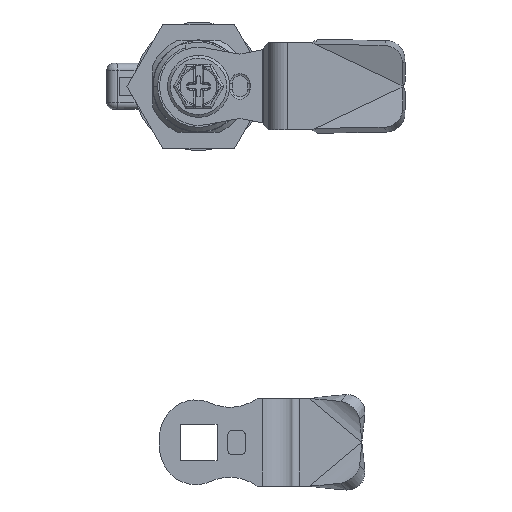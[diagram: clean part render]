
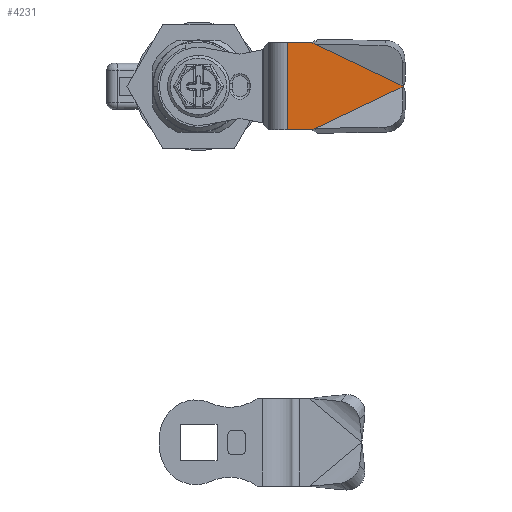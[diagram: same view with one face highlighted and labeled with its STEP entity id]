
A CAD part, front view. The second image highlights one B-rep face of the part: STEP entity #4231.
In plain terms, the highlighted planar face has unit normal (0, -1, 0).
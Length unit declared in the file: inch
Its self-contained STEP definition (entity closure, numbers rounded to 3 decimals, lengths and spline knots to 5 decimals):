
#192 = DIRECTION ( 'NONE',  ( 0., -1., 0. ) ) ;
#1237 = DIRECTION ( 'NONE',  ( 1., 0., 0. ) ) ;
#1502 = VERTEX_POINT ( 'NONE', #15383 ) ;
#1778 = DIRECTION ( 'NONE',  ( -0.903, 0., -0.429 ) ) ;
#1902 = CARTESIAN_POINT ( 'NONE',  ( 0.97044, -1.25874, 0.37402 ) ) ;
#1905 = ORIENTED_EDGE ( 'NONE', *, *, #21849, .F. ) ;
#1909 = ORIENTED_EDGE ( 'NONE', *, *, #26131, .F. ) ;
#1927 = DIRECTION ( 'NONE',  ( -1., 0., 0. ) ) ;
#2991 = ORIENTED_EDGE ( 'NONE', *, *, #10899, .F. ) ;
#3591 = CARTESIAN_POINT ( 'NONE',  ( 1.75146, -1.25874, 0.00303 ) ) ;
#3797 = CARTESIAN_POINT ( 'NONE',  ( -0.20291, -1.25874, 0. ) ) ;
#3903 = CARTESIAN_POINT ( 'NONE',  ( 0.99872, -1.25874, -0.36058 ) ) ;
#4160 = LINE ( 'NONE', #1902, #17472 ) ;
#4231 = ADVANCED_FACE ( 'NONE', ( #11905 ), #12289, .T. ) ;
#4266 = EDGE_CURVE ( 'NONE', #1502, #21153, #20584, .T. ) ;
#4868 = EDGE_CURVE ( 'NONE', #18892, #17670, #15625, .T. ) ;
#5143 = LINE ( 'NONE', #17663, #20374 ) ;
#5284 = CARTESIAN_POINT ( 'NONE',  ( 0.99872, -1.25874, 0.36058 ) ) ;
#5459 = VERTEX_POINT ( 'NONE', #23169 ) ;
#5883 = LINE ( 'NONE', #3903, #6816 ) ;
#5945 = CARTESIAN_POINT ( 'NONE',  ( 1.75784, -1.25874, 0. ) ) ;
#6301 = CARTESIAN_POINT ( 'NONE',  ( 0.99872, -1.25874, -0.36058 ) ) ;
#6619 = VERTEX_POINT ( 'NONE', #21658 ) ;
#6816 = VECTOR ( 'NONE', #1778, 39.37008 ) ;
#7272 = CARTESIAN_POINT ( 'NONE',  ( 0.97044, -1.25874, -0.37402 ) ) ;
#7912 = B_SPLINE_CURVE_WITH_KNOTS ( 'NONE', 3,
 ( #3591, #12074, #15843, #5945 ),
 .UNSPECIFIED., .F., .F.,
 ( 4, 4 ),
 ( 0., 1. ),
 .UNSPECIFIED. ) ;
#8732 = LINE ( 'NONE', #12891, #24689 ) ;
#9388 = VECTOR ( 'NONE', #23962, 39.37008 ) ;
#9493 = ORIENTED_EDGE ( 'NONE', *, *, #26050, .F. ) ;
#9808 = AXIS2_PLACEMENT_3D ( 'NONE', #3797, #192, #1927 ) ;
#10648 = VECTOR ( 'NONE', #22325, 39.37008 ) ;
#10759 = DIRECTION ( 'NONE',  ( 0., 0., -1. ) ) ;
#10899 = EDGE_CURVE ( 'NONE', #12663, #11986, #7912, .T. ) ;
#11539 = LINE ( 'NONE', #5284, #19176 ) ;
#11807 = LINE ( 'NONE', #7272, #9388 ) ;
#11905 = FACE_OUTER_BOUND ( 'NONE', #20602, .T. ) ;
#11986 = VERTEX_POINT ( 'NONE', #22462 ) ;
#12074 = CARTESIAN_POINT ( 'NONE',  ( 1.75359, -1.25874, 0.00202 ) ) ;
#12197 = CARTESIAN_POINT ( 'NONE',  ( 0.97044, -1.25874, 0.37402 ) ) ;
#12289 = PLANE ( 'NONE',  #9808 ) ;
#12663 = VERTEX_POINT ( 'NONE', #19711 ) ;
#12891 = CARTESIAN_POINT ( 'NONE',  ( 0.75915, -1.25874, 0.37402 ) ) ;
#13097 = ORIENTED_EDGE ( 'NONE', *, *, #13754, .F. ) ;
#13754 = EDGE_CURVE ( 'NONE', #6619, #12663, #11539, .T. ) ;
#13893 = EDGE_CURVE ( 'NONE', #15640, #5459, #11807, .T. ) ;
#15383 = CARTESIAN_POINT ( 'NONE',  ( 0.99872, -1.25874, -0.36058 ) ) ;
#15625 = LINE ( 'NONE', #21373, #24700 ) ;
#15640 = VERTEX_POINT ( 'NONE', #21724 ) ;
#15843 = CARTESIAN_POINT ( 'NONE',  ( 1.75572, -1.25874, 0.00101 ) ) ;
#17135 = DIRECTION ( 'NONE',  ( -0.903, 0., -0.429 ) ) ;
#17472 = VECTOR ( 'NONE', #24291, 39.37008 ) ;
#17663 = CARTESIAN_POINT ( 'NONE',  ( 1.75784, -1.25874, 0. ) ) ;
#17670 = VERTEX_POINT ( 'NONE', #12197 ) ;
#18892 = VERTEX_POINT ( 'NONE', #26251 ) ;
#19176 = VECTOR ( 'NONE', #21686, 39.37008 ) ;
#19711 = CARTESIAN_POINT ( 'NONE',  ( 1.75146, -1.25874, 0.00303 ) ) ;
#19874 = ORIENTED_EDGE ( 'NONE', *, *, #4266, .T. ) ;
#20374 = VECTOR ( 'NONE', #17135, 39.37008 ) ;
#20584 = LINE ( 'NONE', #6301, #10648 ) ;
#20602 = EDGE_LOOP ( 'NONE', ( #21215, #9493, #19874, #1905, #2991, #13097, #1909, #21219, #21217 ) ) ;
#21153 = VERTEX_POINT ( 'NONE', #26352 ) ;
#21215 = ORIENTED_EDGE ( 'NONE', *, *, #13893, .F. ) ;
#21217 = ORIENTED_EDGE ( 'NONE', *, *, #23845, .T. ) ;
#21219 = ORIENTED_EDGE ( 'NONE', *, *, #4868, .F. ) ;
#21373 = CARTESIAN_POINT ( 'NONE',  ( 0.75915, -1.25874, 0.37402 ) ) ;
#21658 = CARTESIAN_POINT ( 'NONE',  ( 0.99872, -1.25874, 0.36058 ) ) ;
#21686 = DIRECTION ( 'NONE',  ( 0.903, 0., -0.429 ) ) ;
#21724 = CARTESIAN_POINT ( 'NONE',  ( 0.97044, -1.25874, -0.37402 ) ) ;
#21849 = EDGE_CURVE ( 'NONE', #11986, #21153, #5143, .T. ) ;
#22325 = DIRECTION ( 'NONE',  ( 0.903, 0., 0.429 ) ) ;
#22462 = CARTESIAN_POINT ( 'NONE',  ( 1.75784, -1.25874, 0. ) ) ;
#23169 = CARTESIAN_POINT ( 'NONE',  ( 0.75915, -1.25874, -0.37402 ) ) ;
#23845 = EDGE_CURVE ( 'NONE', #18892, #5459, #8732, .T. ) ;
#23962 = DIRECTION ( 'NONE',  ( -1., 0., 0. ) ) ;
#24291 = DIRECTION ( 'NONE',  ( 0.903, 0., -0.429 ) ) ;
#24689 = VECTOR ( 'NONE', #10759, 39.37008 ) ;
#24700 = VECTOR ( 'NONE', #1237, 39.37008 ) ;
#26050 = EDGE_CURVE ( 'NONE', #1502, #15640, #5883, .T. ) ;
#26131 = EDGE_CURVE ( 'NONE', #17670, #6619, #4160, .T. ) ;
#26251 = CARTESIAN_POINT ( 'NONE',  ( 0.75915, -1.25874, 0.37402 ) ) ;
#26352 = CARTESIAN_POINT ( 'NONE',  ( 1.75146, -1.25874, -0.00303 ) ) ;
